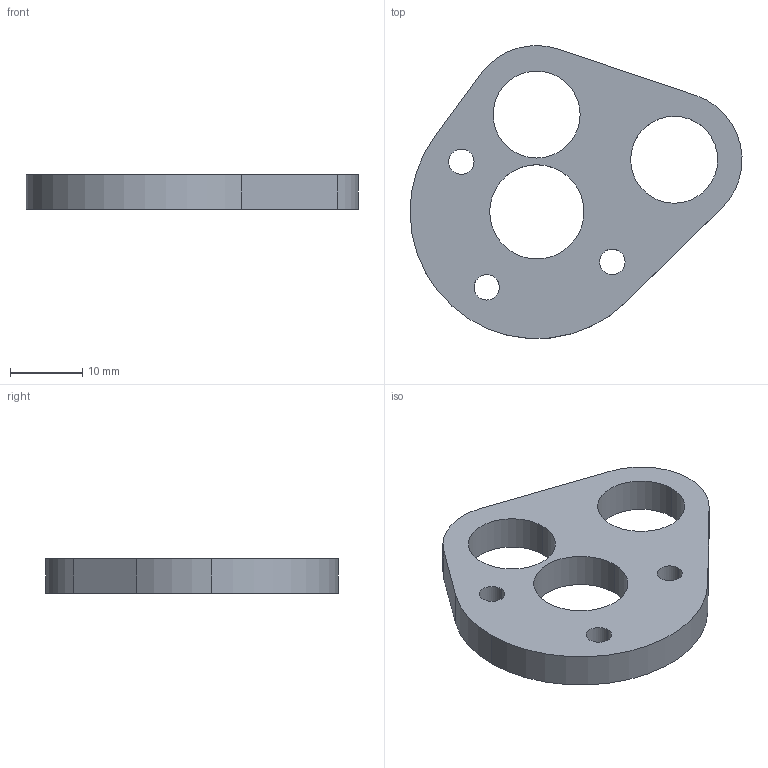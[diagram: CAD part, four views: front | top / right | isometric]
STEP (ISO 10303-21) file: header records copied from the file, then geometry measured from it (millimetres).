
FILE_DESCRIPTION (( 'STEP AP214' ), '1' );
FILE_NAME ('New Gear Reatainer.STEP', '2026-01-19T23:41:45', ( '' ), ( '' ), 'SwSTEP 2.0', 'SolidWorks 2026', '' );
FILE_SCHEMA (( 'AUTOMOTIVE_DESIGN' ));
Length unit declared in the file: inch
Products named in the file (1): New Gear Reatainer
Bounding box: 45.81 x 40.41 x 4.76 mm (x, y, z)
Volume: 4413.5 mm3; surface area: 3195.8 mm2
Topology: 1 solids, 1 shells, 21 faces, 57 edges, 38 vertices
Faces by surface type: cylinder 16, plane 5
Entity records: 734 total; most frequent: DIRECTION 133, CARTESIAN_POINT 117, ORIENTED_EDGE 114, EDGE_CURVE 57, AXIS2_PLACEMENT_3D 54, VERTEX_POINT 38, EDGE_LOOP 33, CIRCLE 32
